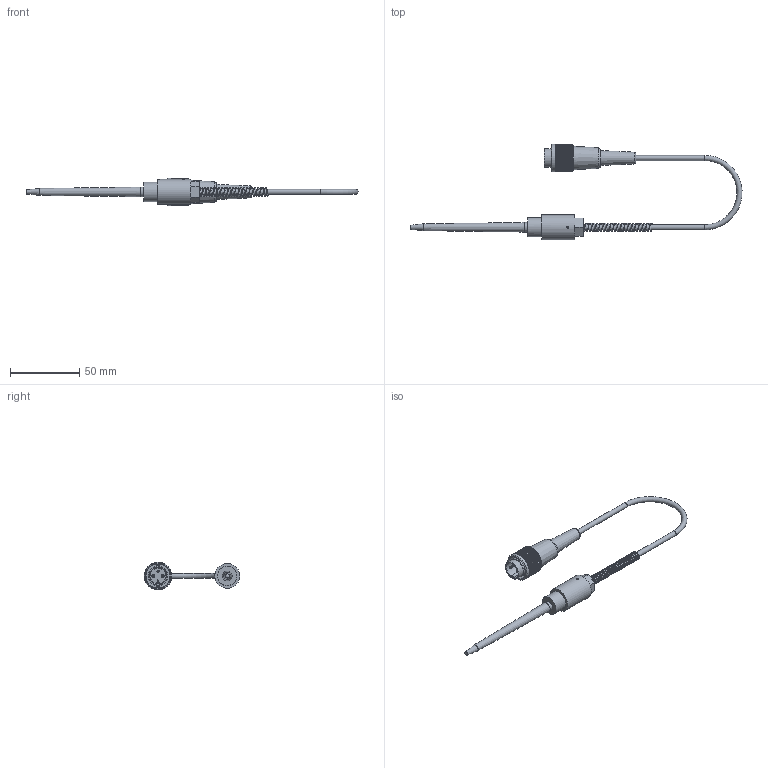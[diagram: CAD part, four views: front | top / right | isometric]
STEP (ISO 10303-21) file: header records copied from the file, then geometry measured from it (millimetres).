
FILE_DESCRIPTION(/* description */ (''),/* implementation_level */ '2;1');
FILE_NAME(/* name */ '1610 3085_XS3G-85_125L10.stp',/* time_stamp */ '2024-10-28T15:13:47+01:00',/* author */ ('kuttig'),/* organization */ (''),/* preprocessor_version */ 'ST-DEVELOPER v16.13',/* originating_system */ 'Autodesk Inventor 2018',/* authorisation */ '');
FILE_SCHEMA (('AUTOMOTIVE_DESIGN { 1 0 10303 214 3 1 1 }'));
Length unit declared in the file: millimetre
Products named in the file (1): 1610 3085_XS3G-85_125L10_Shrinkwrap_1
Bounding box: 239.69 x 68.95 x 19.9 mm (x, y, z)
Volume: 21363.6 mm3; surface area: 16867.4 mm2
Topology: 8 solids, 8 shells, 422 faces, 1165 edges, 758 vertices
Faces by surface type: plane 349, cylinder 38, cone 18, bspline 7, torus 5, sphere 5
Full cylindrical faces by diameter (mm): 1 x2, 1.49 x3, 1.5 x2, 2.459 x1, 3 x1, 3.7 x2, 6.3 x1, 7 x2, 9 x1, 10 x1, 10.2 x1, 13.6 x1, 13.9 x2, 14 x1, 17.1 x1, 18 x1, 19.9 x1
Entity records: 17845 total; most frequent: CARTESIAN_POINT 6611, DIRECTION 2278, ORIENTED_EDGE 2186, EDGE_CURVE 1093, AXIS2_PLACEMENT_3D 789, VERTEX_POINT 736, LINE 700, VECTOR 700
